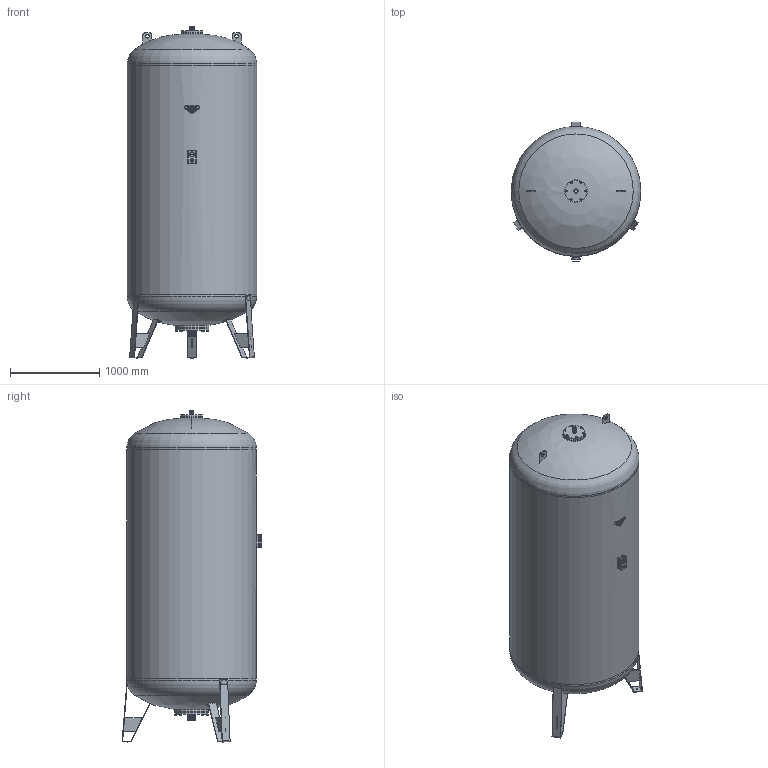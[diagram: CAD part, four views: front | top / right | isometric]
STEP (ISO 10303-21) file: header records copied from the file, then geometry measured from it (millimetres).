
FILE_DESCRIPTION(/* description */ (''),/* implementation_level */ '2;1');
FILE_NAME(/* name */ '20_ULTRA-PRO 5000L V 10bar_11005000001.stp',/* time_stamp */ '2019-09-03T15:25:29+03:00',/* author */ ('shkarinov'),/* organization */ (''),/* preprocessor_version */ 'ST-DEVELOPER v16.5',/* originating_system */ 'Autodesk Inventor 2017',/* authorisation */ '');
FILE_SCHEMA (('AUTOMOTIVE_DESIGN { 1 0 10303 214 3 1 1 }'));
Length unit declared in the file: inch
Products named in the file (1): 20_ULTRA-PRO 5000L V 10bar_11005000001
Bounding box: 1450.2 x 1565.61 x 3719.99 mm (x, y, z)
Volume: 5064489694 mm3; surface area: 21193923.2 mm2
Topology: 11 solids, 13 shells, 811 faces, 1971 edges, 1258 vertices
Faces by surface type: plane 446, torus 181, cylinder 149, cone 33, bspline 2
Full cylindrical faces by diameter (mm): 6 x4, 8 x2, 10.734 x1, 12 x9, 12.26 x1, 12.78 x1, 12.825 x1, 16 x8, 35 x1, 40 x2, 41.58 x1, 48.6 x1, 52.09 x1, 55 x1, 57.001 x1, 94.465 x1, 96.026 x1, 100 x2, 240 x2, 380 x2, 1450 x1, 1450.2 x2
Entity records: 24710 total; most frequent: CARTESIAN_POINT 6145, DIRECTION 3589, ORIENTED_EDGE 3356, EDGE_CURVE 1676, AXIS2_PLACEMENT_3D 1338, VERTEX_POINT 1223, EDGE_LOOP 1199, LINE 913
